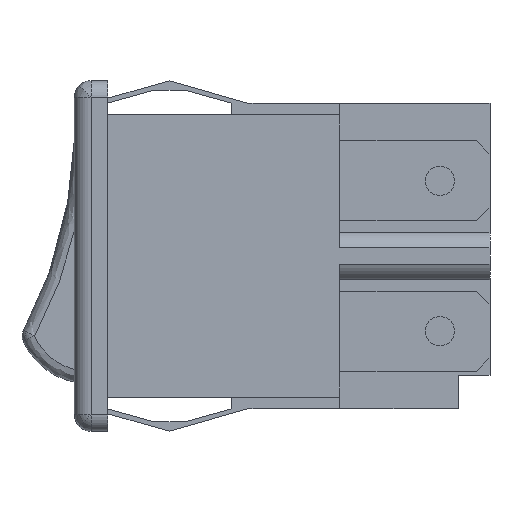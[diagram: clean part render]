
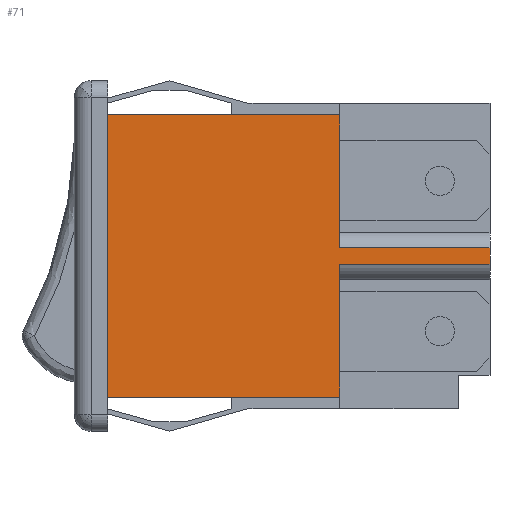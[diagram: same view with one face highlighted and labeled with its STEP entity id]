
A CAD part, left-side view. The second image highlights one B-rep face of the part: STEP entity #71.
In plain terms, the highlighted planar face has unit normal (-1, 0, 0).
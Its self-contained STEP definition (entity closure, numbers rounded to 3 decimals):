
#71=ADVANCED_FACE('NONE',(#239),#240,.T.);
#239=FACE_OUTER_BOUND('',#709,.T.);
#240=PLANE('',#710);
#709=EDGE_LOOP('',(#1406,#1407,#1408,#1409,#1410,#1411,#1412,#1413));
#710=AXIS2_PLACEMENT_3D('',#1414,#1415,#1416);
#1406=ORIENTED_EDGE('',*,*,#2388,.T.);
#1407=ORIENTED_EDGE('',*,*,#2330,.T.);
#1408=ORIENTED_EDGE('',*,*,#2389,.T.);
#1409=ORIENTED_EDGE('',*,*,#2390,.T.);
#1410=ORIENTED_EDGE('',*,*,#2391,.T.);
#1411=ORIENTED_EDGE('',*,*,#2392,.T.);
#1412=ORIENTED_EDGE('',*,*,#2393,.T.);
#1413=ORIENTED_EDGE('',*,*,#2367,.F.);
#1414=CARTESIAN_POINT('',(-6.45,0.0,9.15));
#1415=DIRECTION('',(-1.0,0.0,0.0));
#1416=DIRECTION('',(0.0,0.0,1.0));
#2330=EDGE_CURVE('NONE',#2740,#2746,#2748,.T.);
#2367=EDGE_CURVE('NONE',#2815,#2816,#2817,.T.);
#2388=EDGE_CURVE('NONE',#2815,#2740,#2856,.T.);
#2389=EDGE_CURVE('NONE',#2746,#2857,#2858,.T.);
#2390=EDGE_CURVE('NONE',#2857,#2859,#2860,.T.);
#2391=EDGE_CURVE('NONE',#2859,#2861,#2862,.T.);
#2392=EDGE_CURVE('NONE',#2861,#2863,#2864,.T.);
#2393=EDGE_CURVE('NONE',#2863,#2816,#2865,.T.);
#2740=VERTEX_POINT('NONE',#3392);
#2746=VERTEX_POINT('NONE',#3401);
#2748=LINE('',#3404,#3405);
#2815=VERTEX_POINT('NONE',#3506);
#2816=VERTEX_POINT('NONE',#3507);
#2817=LINE('',#3508,#3509);
#2856=LINE('',#3564,#3565);
#2857=VERTEX_POINT('NONE',#3566);
#2858=LINE('',#3567,#3568);
#2859=VERTEX_POINT('NONE',#3569);
#2860=LINE('',#3570,#3571);
#2861=VERTEX_POINT('NONE',#3572);
#2862=LINE('',#3573,#3574);
#2863=VERTEX_POINT('NONE',#3575);
#2864=LINE('',#3576,#3577);
#2865=LINE('',#3578,#3579);
#3392=CARTESIAN_POINT('',(-6.45,0.0,-8.45));
#3401=CARTESIAN_POINT('',(-6.45,-13.9,-8.45));
#3404=CARTESIAN_POINT('',(-6.45,-13.9,-8.45));
#3405=VECTOR('',#4305,1000.0);
#3506=CARTESIAN_POINT('',(-6.45,0.0,8.45));
#3507=CARTESIAN_POINT('',(-6.45,-13.9,8.45));
#3508=CARTESIAN_POINT('',(-6.45,-13.9,8.45));
#3509=VECTOR('',#4346,1000.0);
#3564=CARTESIAN_POINT('',(-6.45,0.0,0.0));
#3565=VECTOR('',#4375,1000.0);
#3566=CARTESIAN_POINT('',(-6.45,-13.9,-0.5));
#3567=CARTESIAN_POINT('',(-6.45,-13.9,9.15));
#3568=VECTOR('',#4376,1000.0);
#3569=CARTESIAN_POINT('',(-6.45,-22.9,-0.5));
#3570=CARTESIAN_POINT('',(-6.45,0.0,-0.5));
#3571=VECTOR('',#4377,1000.0);
#3572=CARTESIAN_POINT('',(-6.45,-22.9,0.5));
#3573=CARTESIAN_POINT('',(-6.45,-22.9,9.15));
#3574=VECTOR('',#4378,1000.0);
#3575=CARTESIAN_POINT('',(-6.45,-13.9,0.5));
#3576=CARTESIAN_POINT('',(-6.45,0.0,0.5));
#3577=VECTOR('',#4379,1000.0);
#3578=CARTESIAN_POINT('',(-6.45,-13.9,9.15));
#3579=VECTOR('',#4380,1000.0);
#4305=DIRECTION('',(0.0,-1.0,-0.0));
#4346=DIRECTION('',(0.0,-1.0,-0.0));
#4375=DIRECTION('',(-0.0,0.0,-1.0));
#4376=DIRECTION('',(0.0,0.0,1.0));
#4377=DIRECTION('',(-0.0,-1.0,0.0));
#4378=DIRECTION('',(0.0,0.0,1.0));
#4379=DIRECTION('',(0.0,1.0,-0.0));
#4380=DIRECTION('',(0.0,0.0,1.0));
